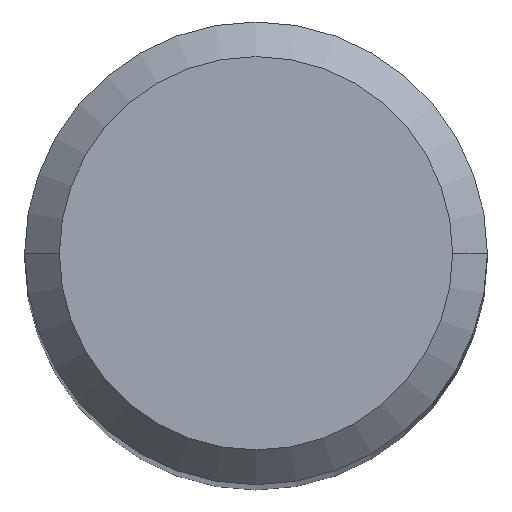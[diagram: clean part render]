
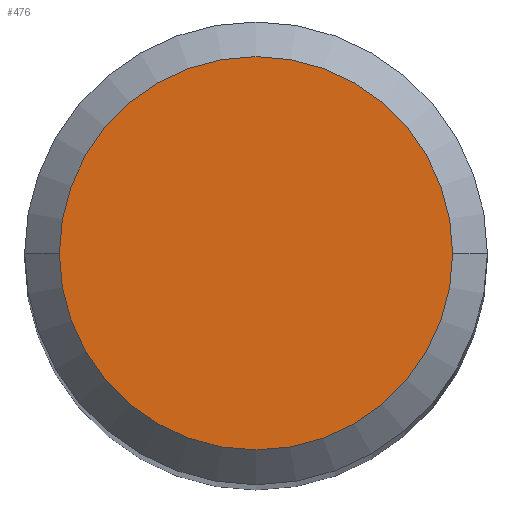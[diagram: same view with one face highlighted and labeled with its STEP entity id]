
A CAD part, top view. The second image highlights one B-rep face of the part: STEP entity #476.
In plain terms, the highlighted planar face has unit normal (0, 0, 1).
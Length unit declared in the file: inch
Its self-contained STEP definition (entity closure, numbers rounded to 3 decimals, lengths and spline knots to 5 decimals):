
#5 = EDGE_CURVE ( 'NONE', #480, #422, #19, .T. ) ;
#17 = AXIS2_PLACEMENT_3D ( 'NONE', #288, #364, #491 ) ;
#19 = CIRCLE ( 'NONE', #17, 0.10625 ) ;
#55 = CARTESIAN_POINT ( 'NONE',  ( 0., 0., 0. ) ) ;
#82 = FACE_OUTER_BOUND ( 'NONE', #190, .T. ) ;
#119 = DIRECTION ( 'NONE',  ( 0., 0., 1. ) ) ;
#190 = EDGE_LOOP ( 'NONE', ( #317, #456 ) ) ;
#199 = DIRECTION ( 'NONE',  ( 0., 0., -1. ) ) ;
#203 = CARTESIAN_POINT ( 'NONE',  ( 0.10625, 0., 0. ) ) ;
#219 = AXIS2_PLACEMENT_3D ( 'NONE', #378, #119, #492 ) ;
#230 = EDGE_CURVE ( 'NONE', #422, #480, #376, .T. ) ;
#238 = PLANE ( 'NONE',  #424 ) ;
#288 = CARTESIAN_POINT ( 'NONE',  ( 0., 0., 0. ) ) ;
#317 = ORIENTED_EDGE ( 'NONE', *, *, #230, .T. ) ;
#364 = DIRECTION ( 'NONE',  ( 0., 0., 1. ) ) ;
#376 = CIRCLE ( 'NONE', #219, 0.10625 ) ;
#378 = CARTESIAN_POINT ( 'NONE',  ( 0., 0., 0. ) ) ;
#388 = DIRECTION ( 'NONE',  ( -1., 0., 0. ) ) ;
#395 = CARTESIAN_POINT ( 'NONE',  ( -0.10625, 0., 0. ) ) ;
#422 = VERTEX_POINT ( 'NONE', #395 ) ;
#424 = AXIS2_PLACEMENT_3D ( 'NONE', #55, #199, #388 ) ;
#456 = ORIENTED_EDGE ( 'NONE', *, *, #5, .T. ) ;
#476 = ADVANCED_FACE ( 'NONE', ( #82 ), #238, .F. ) ;
#480 = VERTEX_POINT ( 'NONE', #203 ) ;
#491 = DIRECTION ( 'NONE',  ( 1., 0., 0. ) ) ;
#492 = DIRECTION ( 'NONE',  ( 1., 0., 0. ) ) ;
